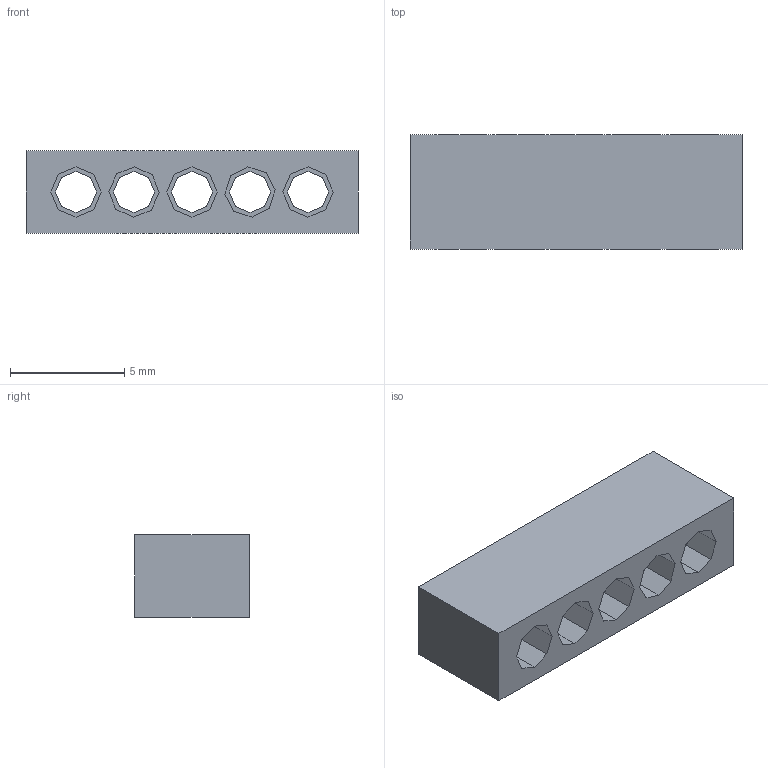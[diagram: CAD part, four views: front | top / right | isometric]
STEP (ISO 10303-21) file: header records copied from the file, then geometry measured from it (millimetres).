
FILE_DESCRIPTION(('FreeCAD Model'),'2;1');
FILE_NAME('Open CASCADE Shape Model','2026-01-20T17:49:42',(''),(''), 'Open CASCADE STEP processor 7.8','FreeCAD','Unknown');
FILE_SCHEMA(('AUTOMOTIVE_DESIGN { 1 0 10303 214 1 1 1 1 }'));
Length unit declared in the file: millimetre
Products named in the file (1): PinSocket_5P
Bounding box: 14.54 x 5 x 3.6 mm (x, y, z)
Volume: 187.5 mm3; surface area: 419.3 mm2
Topology: 1 solids, 1 shells, 136 faces, 372 edges, 248 vertices
Faces by surface type: plane 136
Entity records: 4258 total; most frequent: CARTESIAN_POINT 757, ORIENTED_EDGE 744, DIRECTION 646, EDGE_CURVE 372, LINE 372, VECTOR 372, VERTEX_POINT 248, FACE_BOUND 156
